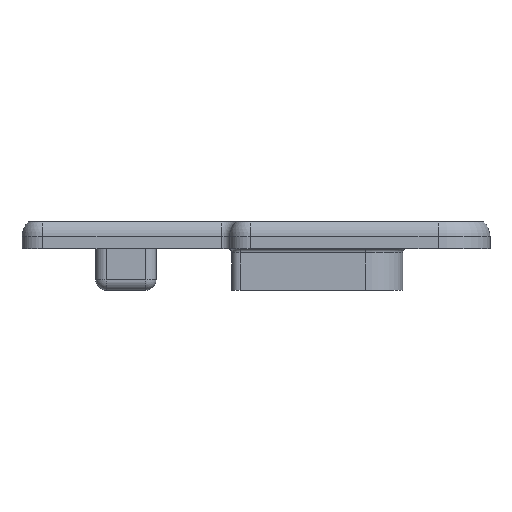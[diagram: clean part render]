
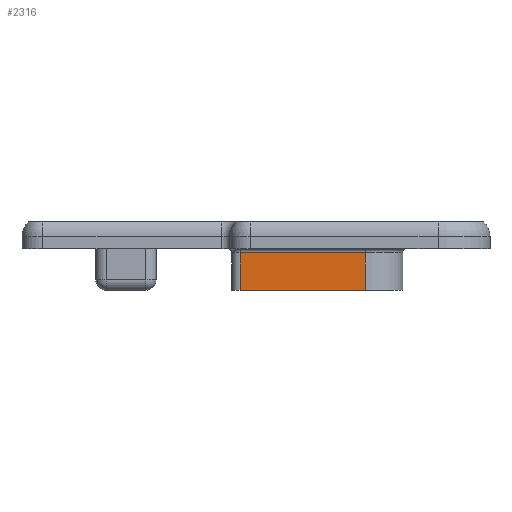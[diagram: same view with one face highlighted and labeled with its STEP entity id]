
A CAD part, front view. The second image highlights one B-rep face of the part: STEP entity #2316.
In plain terms, the highlighted planar face has unit normal (0, -1, 0).
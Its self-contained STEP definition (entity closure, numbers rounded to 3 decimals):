
#81=PLANE('',#2573);
#179=FACE_OUTER_BOUND('',#329,.T.);
#329=EDGE_LOOP('',(#1843,#1844,#1845,#1846));
#523=LINE('',#3919,#717);
#524=LINE('',#3938,#718);
#528=LINE('',#3948,#722);
#534=LINE('',#3969,#728);
#717=VECTOR('',#3108,10.);
#718=VECTOR('',#3115,10.);
#722=VECTOR('',#3125,10.);
#728=VECTOR('',#3145,10.);
#1092=VERTEX_POINT('',#3913);
#1093=VERTEX_POINT('',#3917);
#1096=VERTEX_POINT('',#3937);
#1099=VERTEX_POINT('',#3947);
#1352=EDGE_CURVE('',#1093,#1092,#523,.T.);
#1356=EDGE_CURVE('',#1092,#1096,#524,.T.);
#1361=EDGE_CURVE('',#1096,#1099,#528,.F.);
#1372=EDGE_CURVE('',#1099,#1093,#534,.T.);
#1843=ORIENTED_EDGE('',*,*,#1352,.F.);
#1844=ORIENTED_EDGE('',*,*,#1372,.F.);
#1845=ORIENTED_EDGE('',*,*,#1361,.F.);
#1846=ORIENTED_EDGE('',*,*,#1356,.F.);
#2316=ADVANCED_FACE('',(#179),#81,.T.);
#2573=AXIS2_PLACEMENT_3D('',#3968,#3143,#3144);
#3108=DIRECTION('',(1.,0.,0.));
#3115=DIRECTION('',(0.,0.,-1.));
#3125=DIRECTION('',(1.,0.,0.));
#3143=DIRECTION('center_axis',(0.,-1.,0.));
#3144=DIRECTION('ref_axis',(-1.,0.,0.));
#3145=DIRECTION('',(0.,0.,1.));
#3913=CARTESIAN_POINT('',(-44.96,-2.4,-38.496));
#3917=CARTESIAN_POINT('',(-57.,-2.4,-38.496));
#3919=CARTESIAN_POINT('',(-50.23,-2.4,-38.496));
#3937=CARTESIAN_POINT('',(-44.96,-2.4,-42.096));
#3938=CARTESIAN_POINT('',(-44.96,-2.4,-38.096));
#3947=CARTESIAN_POINT('',(-57.,-2.4,-42.096));
#3948=CARTESIAN_POINT('',(-50.22,-2.4,-42.096));
#3968=CARTESIAN_POINT('Origin',(-44.96,-2.4,-38.096));
#3969=CARTESIAN_POINT('',(-57.,-2.4,-40.096));
